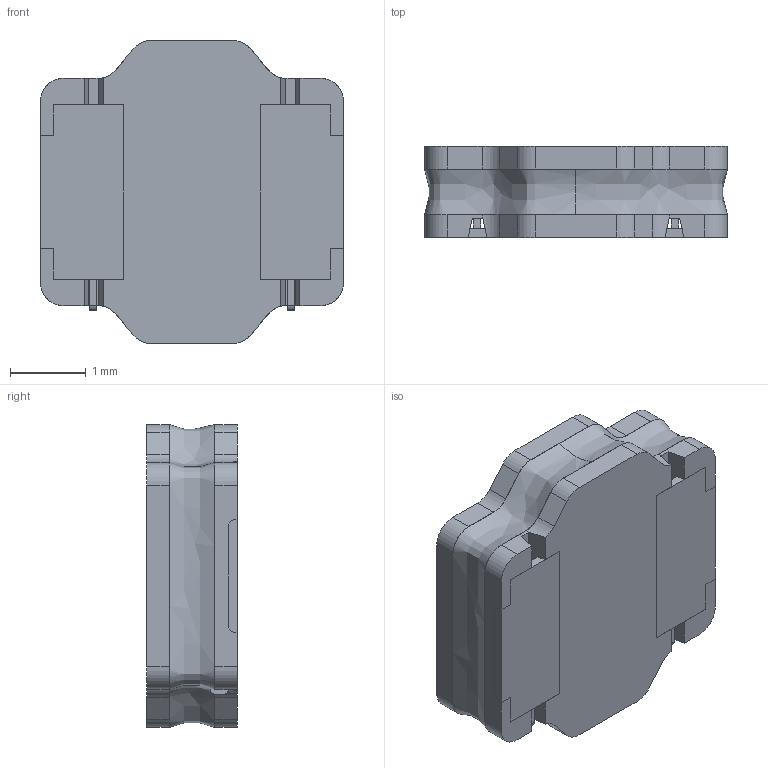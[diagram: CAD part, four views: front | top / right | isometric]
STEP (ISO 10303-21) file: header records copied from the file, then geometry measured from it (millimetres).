
FILE_DESCRIPTION (( 'STEP AP214' ), '1' );
FILE_NAME ('LQH44PN100MJ0L.STEP', '2020-01-28T23:26:58', ( '' ), ( '' ), 'SwSTEP 2.0', 'SolidWorks 2017', '' );
FILE_SCHEMA (( 'AUTOMOTIVE_DESIGN' ));
Length unit declared in the file: millimetre
Products named in the file (1): LQH44PN100MJ0L
Bounding box: 4 x 1.2 x 4 mm (x, y, z)
Volume: 16 mm3; surface area: 114.8 mm2
Topology: 7 solids, 7 shells, 138 faces, 372 edges, 248 vertices
Faces by surface type: plane 98, cylinder 38, bspline 2
Entity records: 5446 total; most frequent: CARTESIAN_POINT 1835, ORIENTED_EDGE 744, DIRECTION 716, EDGE_CURVE 372, LINE 282, VECTOR 282, VERTEX_POINT 248, AXIS2_PLACEMENT_3D 217
